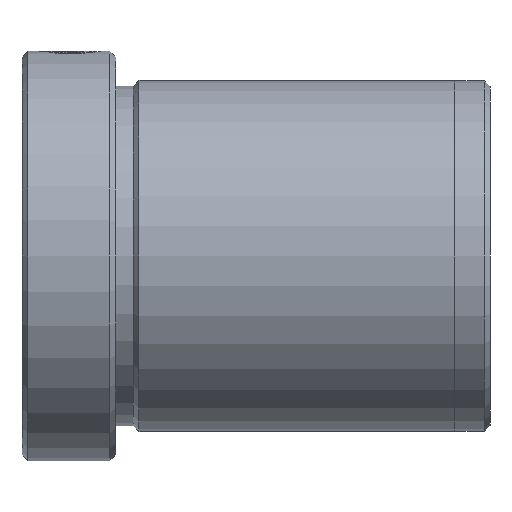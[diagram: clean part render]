
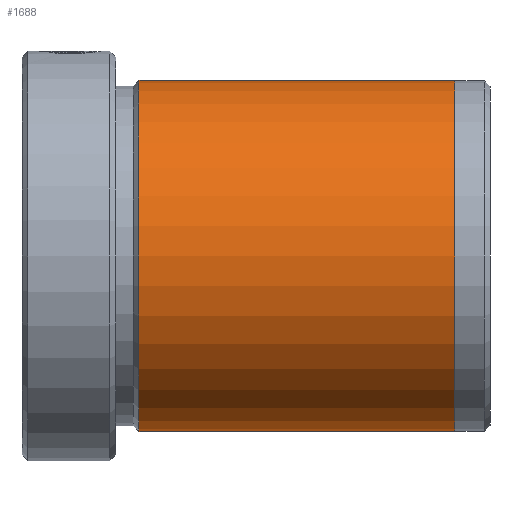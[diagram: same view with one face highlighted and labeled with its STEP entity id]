
A CAD part, left-side view. The second image highlights one B-rep face of the part: STEP entity #1688.
In plain terms, the highlighted cylindrical face has radius 15 mm (diameter 30 mm), a partial arc.
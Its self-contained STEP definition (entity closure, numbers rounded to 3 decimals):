
#3 = DIRECTION ( 'NONE',  ( 0., 1., 0. ) ) ;
#25 = EDGE_CURVE ( 'NONE', #1455, #1110, #1726, .T. ) ;
#33 = DIRECTION ( 'NONE',  ( 0., 0., 1. ) ) ;
#45 = CIRCLE ( 'NONE', #744, 15. ) ;
#118 = ORIENTED_EDGE ( 'NONE', *, *, #280, .F. ) ;
#183 = DIRECTION ( 'NONE',  ( 0., 1., 0. ) ) ;
#227 = CARTESIAN_POINT ( 'NONE',  ( 0., -37., 0. ) ) ;
#253 = DIRECTION ( 'NONE',  ( 0., 0., -1. ) ) ;
#257 = LINE ( 'NONE', #844, #1652 ) ;
#280 = EDGE_CURVE ( 'NONE', #1446, #1089, #45, .T. ) ;
#311 = ORIENTED_EDGE ( 'NONE', *, *, #25, .F. ) ;
#380 = CYLINDRICAL_SURFACE ( 'NONE', #1547, 15. ) ;
#428 = LINE ( 'NONE', #1062, #1499 ) ;
#518 = DIRECTION ( 'NONE',  ( 0., -1., 0. ) ) ;
#598 = CARTESIAN_POINT ( 'NONE',  ( 0., -37., -15. ) ) ;
#697 = DIRECTION ( 'NONE',  ( 0., 1., 0. ) ) ;
#744 = AXIS2_PLACEMENT_3D ( 'NONE', #1511, #697, #1653 ) ;
#748 = ORIENTED_EDGE ( 'NONE', *, *, #785, .F. ) ;
#785 = EDGE_CURVE ( 'NONE', #1110, #1446, #428, .T. ) ;
#844 = CARTESIAN_POINT ( 'NONE',  ( 0., 0., 15. ) ) ;
#867 = AXIS2_PLACEMENT_3D ( 'NONE', #227, #518, #253 ) ;
#884 = CARTESIAN_POINT ( 'NONE',  ( 0., -37., 15. ) ) ;
#959 = CARTESIAN_POINT ( 'NONE',  ( 0., 0., 0. ) ) ;
#969 = EDGE_CURVE ( 'NONE', #1455, #1089, #257, .T. ) ;
#1008 = CARTESIAN_POINT ( 'NONE',  ( 0., -10., 15. ) ) ;
#1021 = CARTESIAN_POINT ( 'NONE',  ( 0., -10., -15. ) ) ;
#1062 = CARTESIAN_POINT ( 'NONE',  ( 0., 0., -15. ) ) ;
#1089 = VERTEX_POINT ( 'NONE', #1008 ) ;
#1110 = VERTEX_POINT ( 'NONE', #598 ) ;
#1136 = FACE_OUTER_BOUND ( 'NONE', #1645, .T. ) ;
#1446 = VERTEX_POINT ( 'NONE', #1021 ) ;
#1455 = VERTEX_POINT ( 'NONE', #884 ) ;
#1499 = VECTOR ( 'NONE', #3, 1000. ) ;
#1511 = CARTESIAN_POINT ( 'NONE',  ( 0., -10., 0. ) ) ;
#1547 = AXIS2_PLACEMENT_3D ( 'NONE', #959, #1638, #33 ) ;
#1638 = DIRECTION ( 'NONE',  ( 0., 1., 0. ) ) ;
#1645 = EDGE_LOOP ( 'NONE', ( #748, #311, #1676, #118 ) ) ;
#1652 = VECTOR ( 'NONE', #183, 1000. ) ;
#1653 = DIRECTION ( 'NONE',  ( 0., 0., 1. ) ) ;
#1676 = ORIENTED_EDGE ( 'NONE', *, *, #969, .T. ) ;
#1688 = ADVANCED_FACE ( 'NONE', ( #1136 ), #380, .T. ) ;
#1726 = CIRCLE ( 'NONE', #867, 15. ) ;
